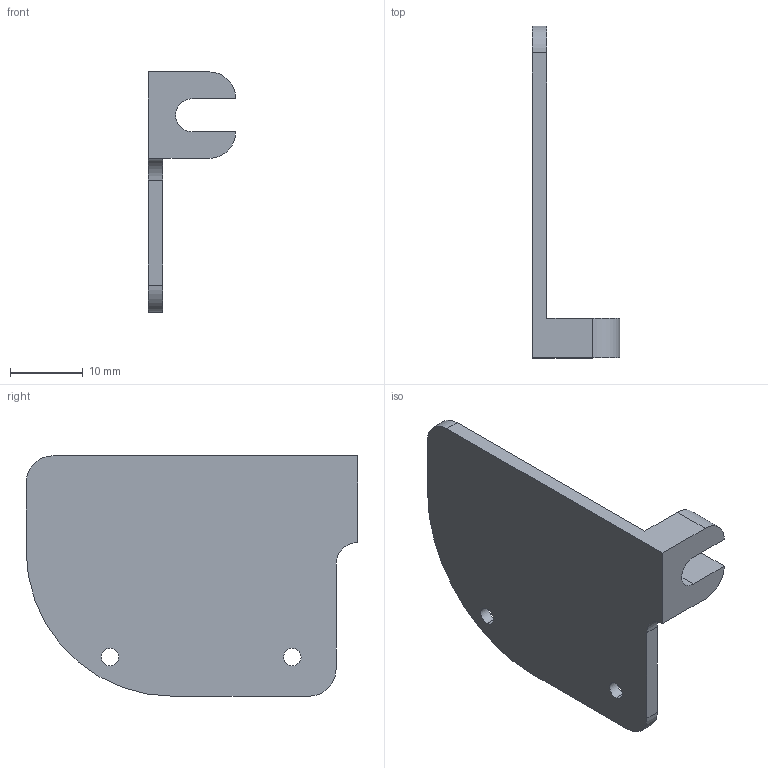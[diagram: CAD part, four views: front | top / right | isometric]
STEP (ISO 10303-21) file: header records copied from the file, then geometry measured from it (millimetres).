
FILE_DESCRIPTION (( 'STEP AP203' ), '1' );
FILE_NAME ('6_40cm_mir_back.STEP', '2021-11-08T12:59:14', ( '' ), ( '' ), 'SwSTEP 2.0', 'SolidWorks 2020', '' );
FILE_SCHEMA (( 'CONFIG_CONTROL_DESIGN' ));
Length unit declared in the file: millimetre
Products named in the file (1): 6_40cm_mir_back
Bounding box: 12 x 45.5 x 32.95 mm (x, y, z)
Volume: 3084.3 mm3; surface area: 3323.1 mm2
Topology: 1 solids, 1 shells, 28 faces, 71 edges, 47 vertices
Faces by surface type: cylinder 15, plane 13
Entity records: 942 total; most frequent: DIRECTION 159, CARTESIAN_POINT 147, ORIENTED_EDGE 142, EDGE_CURVE 71, AXIS2_PLACEMENT_3D 59, VERTEX_POINT 47, LINE 41, VECTOR 41
